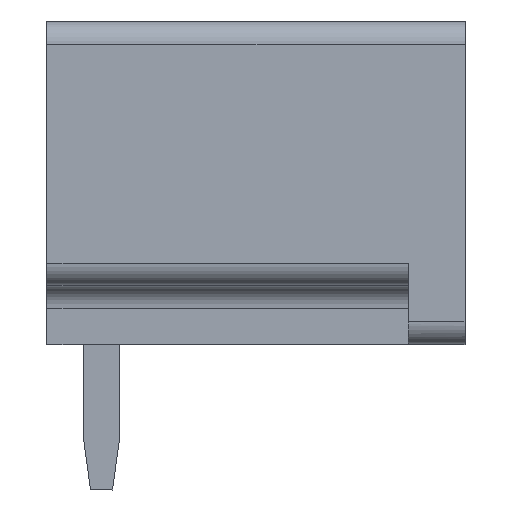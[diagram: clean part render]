
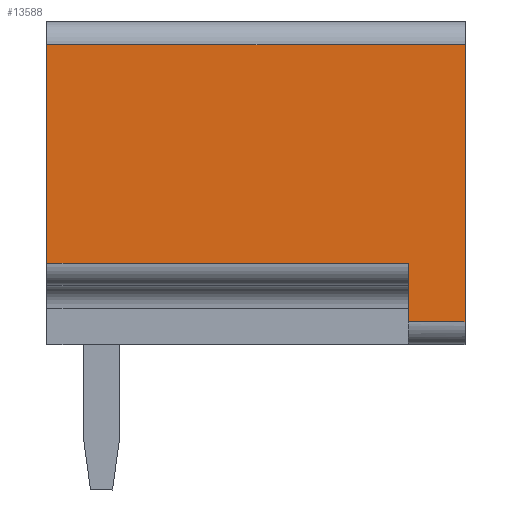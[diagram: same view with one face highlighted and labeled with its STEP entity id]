
A CAD part, left-side view. The second image highlights one B-rep face of the part: STEP entity #13588.
In plain terms, the highlighted planar face has unit normal (-1, 0, 0).
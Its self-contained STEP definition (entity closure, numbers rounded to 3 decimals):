
#13552=AXIS2_PLACEMENT_3D('Plane Axis2P3D',#13549,#13550,#13551) ;
#70=CARTESIAN_POINT('Vertex',(0.,0.,9.8)) ;
#73=CARTESIAN_POINT('Line Origine',(0.,0.,6.75)) ;
#77=CARTESIAN_POINT('Vertex',(0.,0.,3.7)) ;
#13534=CARTESIAN_POINT('Vertex',(0.,9.2,9.8)) ;
#13537=CARTESIAN_POINT('Line Origine',(0.,4.6,9.8)) ;
#13549=CARTESIAN_POINT('Axis2P3D Location',(0.,0.,9.8)) ;
#13554=CARTESIAN_POINT('Line Origine',(0.,5.225,4.99)) ;
#13558=CARTESIAN_POINT('Vertex',(0.,9.2,4.99)) ;
#13560=CARTESIAN_POINT('Vertex',(0.,1.25,4.99)) ;
#13563=CARTESIAN_POINT('Line Origine',(0.,1.25,4.345)) ;
#13567=CARTESIAN_POINT('Vertex',(0.,1.25,3.7)) ;
#13570=CARTESIAN_POINT('Line Origine',(0.,0.625,3.7)) ;
#13575=CARTESIAN_POINT('Line Origine',(0.,9.2,7.395)) ;
#74=DIRECTION('Vector Direction',(0.,0.,-1.)) ;
#13538=DIRECTION('Vector Direction',(0.,-1.,0.)) ;
#13550=DIRECTION('Axis2P3D Direction',(1.,-0.,0.)) ;
#13551=DIRECTION('Axis2P3D XDirection',(0.,0.,-1.)) ;
#13555=DIRECTION('Vector Direction',(0.,-1.,0.)) ;
#13564=DIRECTION('Vector Direction',(0.,0.,-1.)) ;
#13571=DIRECTION('Vector Direction',(0.,1.,0.)) ;
#13576=DIRECTION('Vector Direction',(0.,0.,-1.)) ;
#75=VECTOR('Line Direction',#74,1.) ;
#13539=VECTOR('Line Direction',#13538,1.) ;
#13556=VECTOR('Line Direction',#13555,1.) ;
#13565=VECTOR('Line Direction',#13564,1.) ;
#13572=VECTOR('Line Direction',#13571,1.) ;
#13577=VECTOR('Line Direction',#13576,1.) ;
#13581=ORIENTED_EDGE('',*,*,#13562,.T.) ;
#13582=ORIENTED_EDGE('',*,*,#13569,.T.) ;
#13583=ORIENTED_EDGE('',*,*,#13574,.F.) ;
#13584=ORIENTED_EDGE('',*,*,#79,.F.) ;
#13585=ORIENTED_EDGE('',*,*,#13541,.T.) ;
#13586=ORIENTED_EDGE('',*,*,#13579,.T.) ;
#13588=ADVANCED_FACE('HOUSING',(#13587),#13553,.F.) ;
#79=EDGE_CURVE('',#71,#78,#76,.T.) ;
#13541=EDGE_CURVE('',#71,#13535,#13540,.F.) ;
#13562=EDGE_CURVE('',#13559,#13561,#13557,.T.) ;
#13569=EDGE_CURVE('',#13561,#13568,#13566,.T.) ;
#13574=EDGE_CURVE('',#78,#13568,#13573,.T.) ;
#13579=EDGE_CURVE('',#13535,#13559,#13578,.T.) ;
#13580=EDGE_LOOP('',(#13581,#13582,#13583,#13584,#13585,#13586)) ;
#13587=FACE_OUTER_BOUND('',#13580,.T.) ;
#76=LINE('Line',#73,#75) ;
#13540=LINE('Line',#13537,#13539) ;
#13557=LINE('Line',#13554,#13556) ;
#13566=LINE('Line',#13563,#13565) ;
#13573=LINE('Line',#13570,#13572) ;
#13578=LINE('Line',#13575,#13577) ;
#13553=PLANE('',#13552) ;
#71=VERTEX_POINT('',#70) ;
#78=VERTEX_POINT('',#77) ;
#13535=VERTEX_POINT('',#13534) ;
#13559=VERTEX_POINT('',#13558) ;
#13561=VERTEX_POINT('',#13560) ;
#13568=VERTEX_POINT('',#13567) ;
